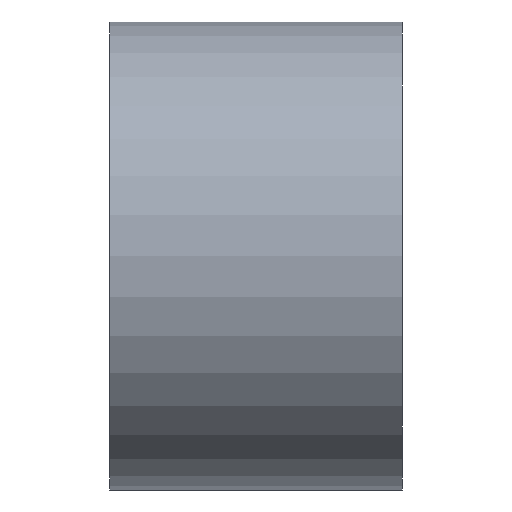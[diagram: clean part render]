
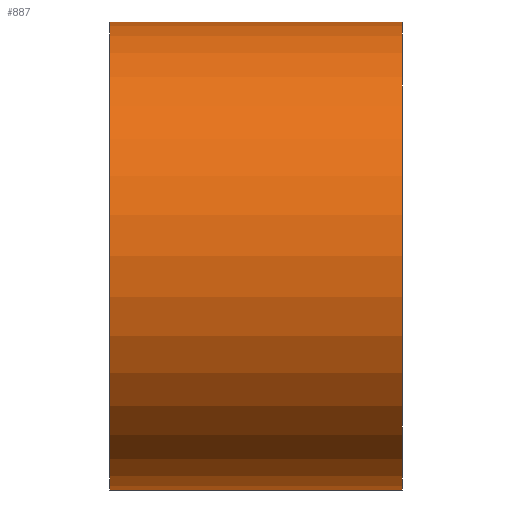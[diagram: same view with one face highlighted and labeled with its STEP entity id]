
A CAD part, front view. The second image highlights one B-rep face of the part: STEP entity #887.
In plain terms, the highlighted cylindrical face has radius 3.048 mm (diameter 6.096 mm), a partial arc.
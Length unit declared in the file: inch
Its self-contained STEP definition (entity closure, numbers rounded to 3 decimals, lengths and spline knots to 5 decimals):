
#31 = VERTEX_POINT ( 'NONE', #1156 ) ;
#71 = VERTEX_POINT ( 'NONE', #667 ) ;
#188 = ORIENTED_EDGE ( 'NONE', *, *, #623, .F. ) ;
#345 = CARTESIAN_POINT ( 'NONE',  ( 0.08373, 0.00095, 0. ) ) ;
#373 = AXIS2_PLACEMENT_3D ( 'NONE', #1043, #561, #804 ) ;
#528 = CARTESIAN_POINT ( 'NONE',  ( -0.125, 0.00095, -0.12 ) ) ;
#561 = DIRECTION ( 'NONE',  ( -1., 0., 0. ) ) ;
#578 = CIRCLE ( 'NONE', #373, 0.12 ) ;
#597 = DIRECTION ( 'NONE',  ( 0., 0., 1. ) ) ;
#604 = DIRECTION ( 'NONE',  ( -1., 0., 0. ) ) ;
#623 = EDGE_CURVE ( 'NONE', #31, #71, #578, .T. ) ;
#640 = DIRECTION ( 'NONE',  ( -1., 0., 0. ) ) ;
#667 = CARTESIAN_POINT ( 'NONE',  ( -0.06628, 0.00095, 0.12 ) ) ;
#668 = VERTEX_POINT ( 'NONE', #684 ) ;
#684 = CARTESIAN_POINT ( 'NONE',  ( 0.08373, 0.00095, -0.12 ) ) ;
#694 = CYLINDRICAL_SURFACE ( 'NONE', #802, 0.12 ) ;
#715 = LINE ( 'NONE', #888, #969 ) ;
#725 = CARTESIAN_POINT ( 'NONE',  ( 0.08373, 0.00095, 0.12 ) ) ;
#732 = FACE_OUTER_BOUND ( 'NONE', #1031, .T. ) ;
#802 = AXIS2_PLACEMENT_3D ( 'NONE', #1230, #604, #597 ) ;
#804 = DIRECTION ( 'NONE',  ( 0., 0., 1. ) ) ;
#831 = LINE ( 'NONE', #528, #1134 ) ;
#868 = CIRCLE ( 'NONE', #1227, 0.12 ) ;
#887 = ADVANCED_FACE ( 'NONE', ( #732 ), #694, .T. ) ;
#888 = CARTESIAN_POINT ( 'NONE',  ( -0.125, 0.00095, 0.12 ) ) ;
#956 = ORIENTED_EDGE ( 'NONE', *, *, #1183, .F. ) ;
#969 = VECTOR ( 'NONE', #640, 39.37008 ) ;
#1031 = EDGE_LOOP ( 'NONE', ( #956, #1364, #1086, #188 ) ) ;
#1034 = EDGE_CURVE ( 'NONE', #1522, #71, #715, .T. ) ;
#1043 = CARTESIAN_POINT ( 'NONE',  ( -0.06628, 0.00095, 0. ) ) ;
#1073 = DIRECTION ( 'NONE',  ( 0., 0., 1. ) ) ;
#1086 = ORIENTED_EDGE ( 'NONE', *, *, #1034, .T. ) ;
#1134 = VECTOR ( 'NONE', #1383, 39.37008 ) ;
#1156 = CARTESIAN_POINT ( 'NONE',  ( -0.06628, 0.00095, -0.12 ) ) ;
#1183 = EDGE_CURVE ( 'NONE', #668, #31, #831, .T. ) ;
#1227 = AXIS2_PLACEMENT_3D ( 'NONE', #345, #1570, #1073 ) ;
#1230 = CARTESIAN_POINT ( 'NONE',  ( -0.125, 0.00095, 0. ) ) ;
#1355 = EDGE_CURVE ( 'NONE', #668, #1522, #868, .T. ) ;
#1364 = ORIENTED_EDGE ( 'NONE', *, *, #1355, .T. ) ;
#1383 = DIRECTION ( 'NONE',  ( -1., 0., 0. ) ) ;
#1522 = VERTEX_POINT ( 'NONE', #725 ) ;
#1570 = DIRECTION ( 'NONE',  ( -1., 0., 0. ) ) ;
